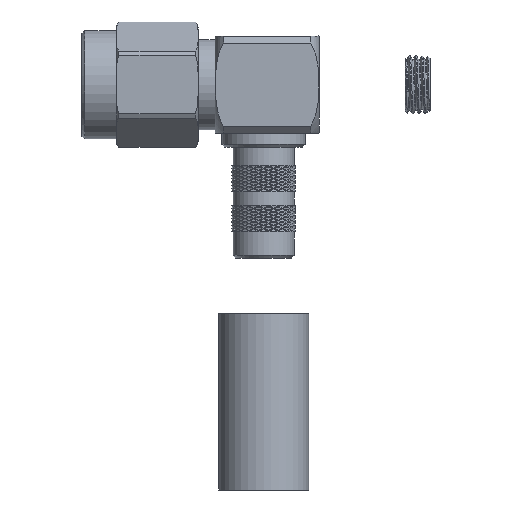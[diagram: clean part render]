
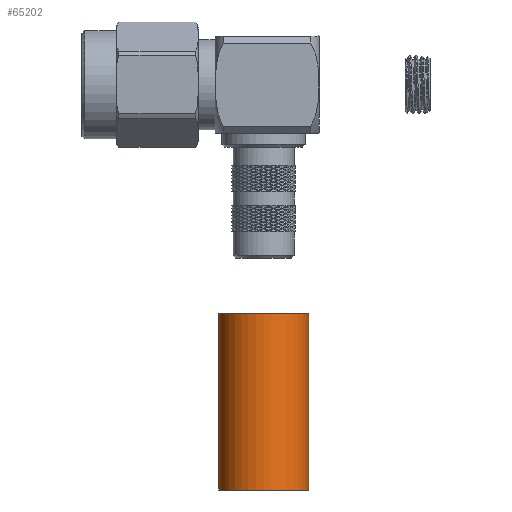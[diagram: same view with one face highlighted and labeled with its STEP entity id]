
A CAD part, front view. The second image highlights one B-rep face of the part: STEP entity #65202.
In plain terms, the highlighted cylindrical face has radius 3.24 mm (diameter 6.48 mm), a full revolution.
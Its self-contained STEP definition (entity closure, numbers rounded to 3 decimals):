
#9717=ORIENTED_EDGE('',*,*,#23459,.F.);
#9718=ORIENTED_EDGE('',*,*,#23460,.T.);
#23459=EDGE_CURVE('',#30349,#30349,#33912,.T.);
#23460=EDGE_CURVE('',#30350,#30350,#33913,.T.);
#30349=VERTEX_POINT('',#72628);
#30350=VERTEX_POINT('',#72630);
#33912=CIRCLE('',#68621,3.24);
#33913=CIRCLE('',#68622,3.24);
#34152=EDGE_LOOP('',(#9717));
#34153=EDGE_LOOP('',(#9718));
#37597=FACE_BOUND('',#34152,.T.);
#37598=FACE_BOUND('',#34153,.T.);
#40991=CYLINDRICAL_SURFACE('',#68620,3.24);
#65202=ADVANCED_FACE('',(#37597,#37598),#40991,.T.);
#68620=AXIS2_PLACEMENT_3D('',#72626,#69734,#69735);
#68621=AXIS2_PLACEMENT_3D('',#72627,#69736,#69737);
#68622=AXIS2_PLACEMENT_3D('',#72629,#69738,#69739);
#69734=DIRECTION('',(0.,0.,1.));
#69735=DIRECTION('',(1.,0.,0.));
#69736=DIRECTION('',(0.,0.,-1.));
#69737=DIRECTION('',(0.,1.,0.));
#69738=DIRECTION('',(0.,0.,-1.));
#69739=DIRECTION('',(0.,1.,0.));
#72626=CARTESIAN_POINT('',(0.,0.,-25.7));
#72627=CARTESIAN_POINT('',(0.,0.,-25.7));
#72628=CARTESIAN_POINT('',(0.,3.24,-25.7));
#72629=CARTESIAN_POINT('',(0.,0.,-13.));
#72630=CARTESIAN_POINT('',(0.,3.24,-13.));
